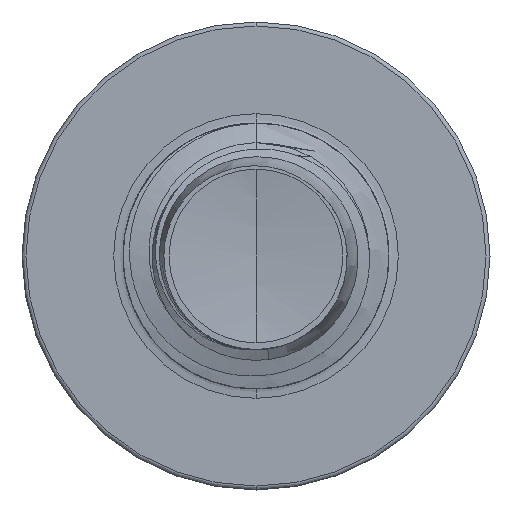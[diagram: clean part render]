
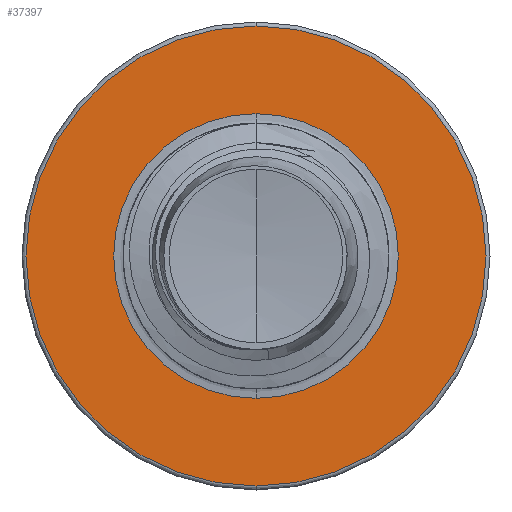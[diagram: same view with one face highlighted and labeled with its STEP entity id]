
A CAD part, front view. The second image highlights one B-rep face of the part: STEP entity #37397.
In plain terms, the highlighted planar face has unit normal (0, -1, 0).
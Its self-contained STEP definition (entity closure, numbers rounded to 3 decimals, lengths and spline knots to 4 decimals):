
#372 = DIRECTION ( 'NONE',  ( 0., 0., 1. ) ) ;
#874 = EDGE_CURVE ( 'NONE', #43792, #1451, #3070, .T. ) ;
#1451 = VERTEX_POINT ( 'NONE', #21671 ) ;
#3070 = CIRCLE ( 'NONE', #11813, 4.325 ) ;
#3505 = PLANE ( 'NONE',  #61231 ) ;
#6803 = CARTESIAN_POINT ( 'NONE',  ( 0., 35., 2.6768 ) ) ;
#8054 = ORIENTED_EDGE ( 'NONE', *, *, #27743, .F. ) ;
#9851 = VERTEX_POINT ( 'NONE', #6803 ) ;
#10109 = AXIS2_PLACEMENT_3D ( 'NONE', #57978, #31233, #372 ) ;
#11813 = AXIS2_PLACEMENT_3D ( 'NONE', #24688, #25404, #30955 ) ;
#14982 = CARTESIAN_POINT ( 'NONE',  ( 0., 35., 0. ) ) ;
#15264 = ORIENTED_EDGE ( 'NONE', *, *, #25643, .T. ) ;
#16091 = CARTESIAN_POINT ( 'NONE',  ( 0., 35., 0. ) ) ;
#19987 = DIRECTION ( 'NONE',  ( 0., 0., 1. ) ) ;
#21090 = DIRECTION ( 'NONE',  ( 0., 0., 1. ) ) ;
#21671 = CARTESIAN_POINT ( 'NONE',  ( 0., 35., -4.325 ) ) ;
#22366 = CIRCLE ( 'NONE', #34762, 2.6768 ) ;
#23701 = CARTESIAN_POINT ( 'NONE',  ( 0., 35., 4.325 ) ) ;
#24688 = CARTESIAN_POINT ( 'NONE',  ( 0., 35., 0. ) ) ;
#24964 = DIRECTION ( 'NONE',  ( 0., 0., 1. ) ) ;
#25404 = DIRECTION ( 'NONE',  ( 0., 1., 0. ) ) ;
#25643 = EDGE_CURVE ( 'NONE', #9851, #36187, #22366, .T. ) ;
#25782 = ORIENTED_EDGE ( 'NONE', *, *, #31501, .T. ) ;
#27682 = ORIENTED_EDGE ( 'NONE', *, *, #874, .F. ) ;
#27743 = EDGE_CURVE ( 'NONE', #1451, #43792, #40211, .T. ) ;
#28569 = CIRCLE ( 'NONE', #38542, 2.6768 ) ;
#30955 = DIRECTION ( 'NONE',  ( 0., 0., 1. ) ) ;
#31233 = DIRECTION ( 'NONE',  ( 0., 1., 0. ) ) ;
#31501 = EDGE_CURVE ( 'NONE', #36187, #9851, #28569, .T. ) ;
#33919 = CARTESIAN_POINT ( 'NONE',  ( 0., 35., -2.6768 ) ) ;
#34762 = AXIS2_PLACEMENT_3D ( 'NONE', #16091, #48798, #21090 ) ;
#36187 = VERTEX_POINT ( 'NONE', #44645 ) ;
#37397 = ADVANCED_FACE ( 'NONE', ( #59716, #48969 ), #3505, .F. ) ;
#38542 = AXIS2_PLACEMENT_3D ( 'NONE', #14982, #47867, #19987 ) ;
#40211 = CIRCLE ( 'NONE', #10109, 4.325 ) ;
#43792 = VERTEX_POINT ( 'NONE', #23701 ) ;
#44062 = EDGE_LOOP ( 'NONE', ( #27682, #8054 ) ) ;
#44645 = CARTESIAN_POINT ( 'NONE',  ( 0., 35., -2.6768 ) ) ;
#47867 = DIRECTION ( 'NONE',  ( 0., 1., 0. ) ) ;
#48798 = DIRECTION ( 'NONE',  ( 0., 1., 0. ) ) ;
#48969 = FACE_BOUND ( 'NONE', #51307, .T. ) ;
#51307 = EDGE_LOOP ( 'NONE', ( #15264, #25782 ) ) ;
#52168 = DIRECTION ( 'NONE',  ( 0., 1., 0. ) ) ;
#57978 = CARTESIAN_POINT ( 'NONE',  ( 0., 35., 0. ) ) ;
#59716 = FACE_OUTER_BOUND ( 'NONE', #44062, .T. ) ;
#61231 = AXIS2_PLACEMENT_3D ( 'NONE', #33919, #52168, #24964 ) ;
